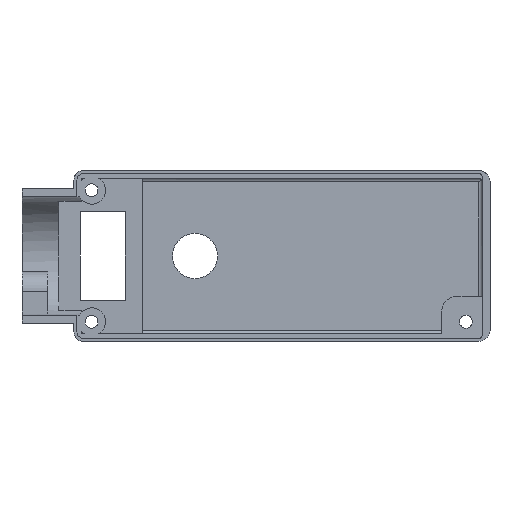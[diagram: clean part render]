
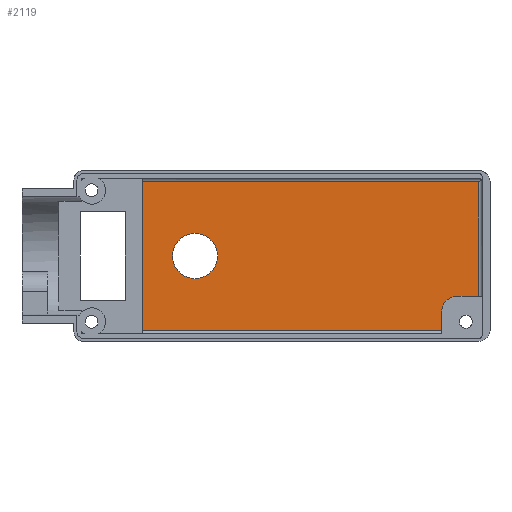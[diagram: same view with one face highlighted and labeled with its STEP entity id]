
A CAD part, front view. The second image highlights one B-rep face of the part: STEP entity #2119.
In plain terms, the highlighted planar face has unit normal (0, -1, 0).
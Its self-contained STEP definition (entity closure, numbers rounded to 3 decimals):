
#34=FACE_BOUND('',#393,.T.);
#159=PLANE('',#2345);
#262=FACE_OUTER_BOUND('',#392,.T.);
#392=EDGE_LOOP('',(#1878,#1879,#1880,#1881,#1882,#1883,#1884));
#393=EDGE_LOOP('',(#1885));
#458=CIRCLE('',#2231,6.);
#510=CIRCLE('',#2346,4.);
#543=LINE('',#3182,#734);
#685=LINE('',#3808,#876);
#687=LINE('',#3812,#878);
#688=LINE('',#3817,#879);
#689=LINE('',#3819,#880);
#690=LINE('',#3820,#881);
#734=VECTOR('',#2451,10.);
#876=VECTOR('',#2905,10.);
#878=VECTOR('',#2909,10.);
#879=VECTOR('',#2914,10.);
#880=VECTOR('',#2915,10.);
#881=VECTOR('',#2916,10.);
#932=VERTEX_POINT('',#3179);
#933=VERTEX_POINT('',#3181);
#990=VERTEX_POINT('',#3346);
#1081=VERTEX_POINT('',#3806);
#1082=VERTEX_POINT('',#3810);
#1083=VERTEX_POINT('',#3814);
#1084=VERTEX_POINT('',#3816);
#1085=VERTEX_POINT('',#3818);
#1137=EDGE_CURVE('',#932,#933,#543,.F.);
#1211=EDGE_CURVE('',#990,#990,#458,.T.);
#1368=EDGE_CURVE('',#1081,#932,#685,.T.);
#1370=EDGE_CURVE('',#1082,#1081,#687,.T.);
#1371=EDGE_CURVE('',#1083,#1082,#510,.F.);
#1372=EDGE_CURVE('',#1084,#1083,#688,.F.);
#1373=EDGE_CURVE('',#1084,#1085,#689,.T.);
#1374=EDGE_CURVE('',#933,#1085,#690,.T.);
#1878=ORIENTED_EDGE('',*,*,#1368,.F.);
#1879=ORIENTED_EDGE('',*,*,#1370,.F.);
#1880=ORIENTED_EDGE('',*,*,#1371,.F.);
#1881=ORIENTED_EDGE('',*,*,#1372,.F.);
#1882=ORIENTED_EDGE('',*,*,#1373,.T.);
#1883=ORIENTED_EDGE('',*,*,#1374,.F.);
#1884=ORIENTED_EDGE('',*,*,#1137,.F.);
#1885=ORIENTED_EDGE('',*,*,#1211,.F.);
#2119=ADVANCED_FACE('',(#262,#34),#159,.F.);
#2231=AXIS2_PLACEMENT_3D('',#3348,#2581,#2582);
#2345=AXIS2_PLACEMENT_3D('',#3813,#2910,#2911);
#2346=AXIS2_PLACEMENT_3D('',#3815,#2912,#2913);
#2451=DIRECTION('',(0.,0.,-1.));
#2581=DIRECTION('center_axis',(0.,-1.,0.));
#2582=DIRECTION('ref_axis',(1.,0.,0.));
#2905=DIRECTION('',(-1.,0.,0.));
#2909=DIRECTION('',(0.,0.,-1.));
#2910=DIRECTION('center_axis',(0.,1.,0.));
#2911=DIRECTION('ref_axis',(0.,0.,1.));
#2912=DIRECTION('center_axis',(0.,1.,0.));
#2913=DIRECTION('ref_axis',(-1.,0.,0.));
#2914=DIRECTION('',(1.,0.,0.));
#2915=DIRECTION('',(0.,0.,1.));
#2916=DIRECTION('',(1.,0.,0.));
#3179=CARTESIAN_POINT('',(-37.1,16.8,-19.7));
#3181=CARTESIAN_POINT('',(-37.1,16.8,19.7));
#3182=CARTESIAN_POINT('',(-37.1,16.8,0.));
#3346=CARTESIAN_POINT('',(-29.1,16.8,0.));
#3348=CARTESIAN_POINT('Origin',(-23.1,16.8,0.));
#3806=CARTESIAN_POINT('',(42.5,16.8,-19.7));
#3808=CARTESIAN_POINT('',(55.3,16.8,-19.7));
#3810=CARTESIAN_POINT('',(42.5,16.8,-14.7));
#3812=CARTESIAN_POINT('',(42.5,16.8,-7.35));
#3813=CARTESIAN_POINT('Origin',(0.,16.8,0.));
#3814=CARTESIAN_POINT('',(46.5,16.8,-10.7));
#3815=CARTESIAN_POINT('Origin',(46.5,16.8,-14.7));
#3816=CARTESIAN_POINT('',(52.3,16.8,-10.7));
#3817=CARTESIAN_POINT('',(26.65,16.8,-10.7));
#3818=CARTESIAN_POINT('',(52.3,16.8,19.7));
#3819=CARTESIAN_POINT('',(52.3,16.8,22.7));
#3820=CARTESIAN_POINT('',(55.3,16.8,19.7));
